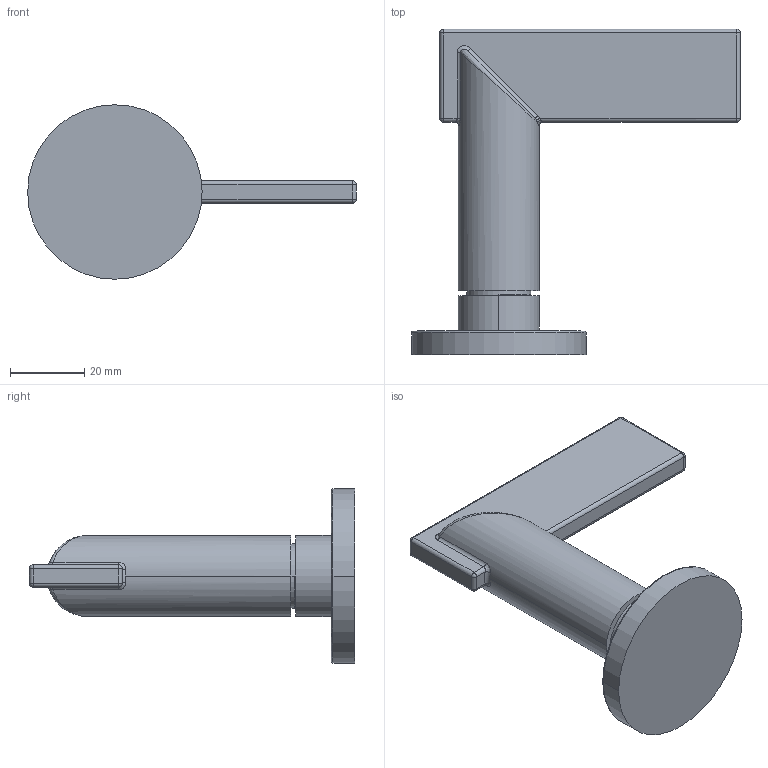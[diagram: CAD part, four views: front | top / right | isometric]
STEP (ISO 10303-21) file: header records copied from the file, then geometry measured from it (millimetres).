
FILE_DESCRIPTION((''),'2;1');
FILE_NAME('3-608','2021-01-04T15:03:48',('jinson.thomas'),(''),'CREO PARAMETRIC BY PTC INC, 2018400','CREO PARAMETRIC BY PTC INC, 2018400','');
FILE_SCHEMA(('CONFIG_CONTROL_DESIGN'));
Length unit declared in the file: inch
Products named in the file (1): 3-608
Bounding box: 88.52 x 87.63 x 46.99 mm (x, y, z)
Volume: 46591.3 mm3; surface area: 13553.3 mm2
Topology: 1 solids, 1 shells, 63 faces, 136 edges, 78 vertices
Faces by surface type: cylinder 26, plane 13, bspline 12, sphere 8, torus 4
Entity records: 2387 total; most frequent: CARTESIAN_POINT 1037, DIRECTION 274, ORIENTED_EDGE 272, EDGE_CURVE 136, AXIS2_PLACEMENT_3D 114, VERTEX_POINT 78, EDGE_LOOP 66, FACE_OUTER_BOUND 63
